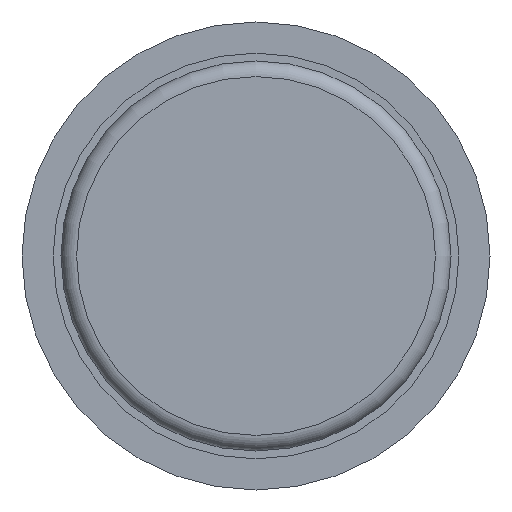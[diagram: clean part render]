
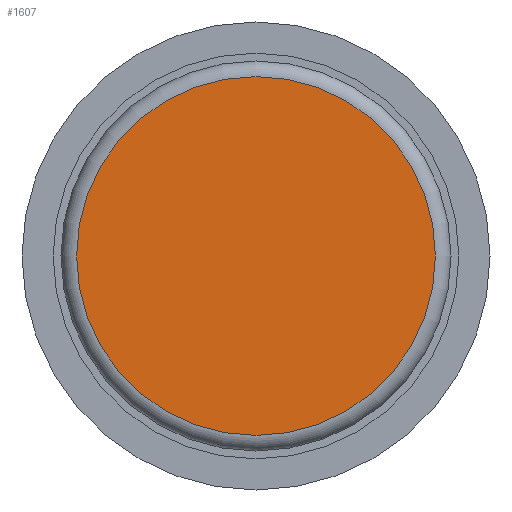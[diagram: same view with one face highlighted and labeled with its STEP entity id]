
A CAD part, front view. The second image highlights one B-rep face of the part: STEP entity #1607.
In plain terms, the highlighted planar face has unit normal (0, -1, 0).
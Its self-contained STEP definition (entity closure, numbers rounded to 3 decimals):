
#777=CIRCLE('',#1503,23.);
#863=ORIENTED_EDGE('',*,*,#1059,.T.);
#999=VERTEX_POINT('',#1727);
#1059=EDGE_CURVE('',#999,#999,#777,.T.);
#1135=EDGE_LOOP('',(#863));
#1211=FACE_BOUND('',#1135,.T.);
#1352=DIRECTION('',(0.,-1.,0.));
#1353=DIRECTION('',(23.,0.,0.));
#1354=DIRECTION('',(0.,-1.,0.));
#1355=DIRECTION('',(-1.,0.,0.));
#1503=AXIS2_PLACEMENT_3D('',#1728,#1352,#1353);
#1504=AXIS2_PLACEMENT_3D('',#1729,#1354,#1355);
#1568=PLANE('',#1504);
#1607=ADVANCED_FACE('',(#1211),#1568,.T.);
#1727=CARTESIAN_POINT('',(23.,0.,0.));
#1728=CARTESIAN_POINT('',(0.,0.,0.));
#1729=CARTESIAN_POINT('',(0.,0.,0.));
